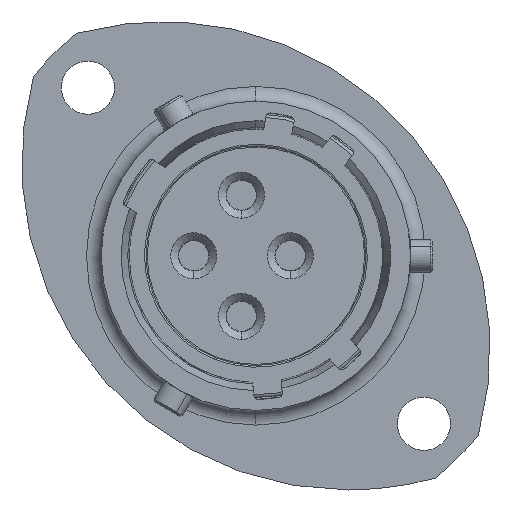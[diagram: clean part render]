
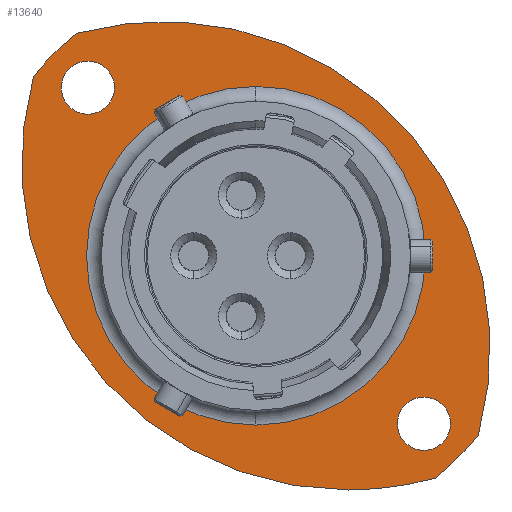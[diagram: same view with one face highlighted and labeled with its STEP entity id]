
A CAD part, left-side view. The second image highlights one B-rep face of the part: STEP entity #13640.
In plain terms, the highlighted planar face has unit normal (-1, 0, 0).
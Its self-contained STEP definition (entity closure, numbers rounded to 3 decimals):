
#119 = FACE_BOUND ( 'NONE', #1379, .T. ) ;
#349 = AXIS2_PLACEMENT_3D ( 'NONE', #626, #5221, #7607 ) ;
#539 = DIRECTION ( 'NONE',  ( -1., 0., 0. ) ) ;
#602 = CARTESIAN_POINT ( 'NONE',  ( 11.424, -2.713, -13.939 ) ) ;
#626 = CARTESIAN_POINT ( 'NONE',  ( 11.424, 2.944, 0.404 ) ) ;
#751 = CIRCLE ( 'NONE', #7173, 1.625 ) ;
#899 = CARTESIAN_POINT ( 'NONE',  ( 11.424, 13.232, 12.318 ) ) ;
#1016 = CIRCLE ( 'NONE', #6111, 1.625 ) ;
#1048 = ORIENTED_EDGE ( 'NONE', *, *, #7852, .T. ) ;
#1121 = EDGE_LOOP ( 'NONE', ( #5253, #1048, #1894, #7202, #14957 ) ) ;
#1184 = VERTEX_POINT ( 'NONE', #3144 ) ;
#1358 = ORIENTED_EDGE ( 'NONE', *, *, #3057, .T. ) ;
#1379 = EDGE_LOOP ( 'NONE', ( #6880, #2821 ) ) ;
#1407 = VERTEX_POINT ( 'NONE', #5041 ) ;
#1554 = DIRECTION ( 'NONE',  ( 0., 0., -1. ) ) ;
#1894 = ORIENTED_EDGE ( 'NONE', *, *, #4504, .T. ) ;
#2287 = DIRECTION ( 'NONE',  ( 0., 0., -1. ) ) ;
#2456 = CARTESIAN_POINT ( 'NONE',  ( 11.424, -7.344, -8.259 ) ) ;
#2788 = AXIS2_PLACEMENT_3D ( 'NONE', #5764, #11823, #14083 ) ;
#2821 = ORIENTED_EDGE ( 'NONE', *, *, #9378, .F. ) ;
#2834 = DIRECTION ( 'NONE',  ( 0., 0., 1. ) ) ;
#2863 = AXIS2_PLACEMENT_3D ( 'NONE', #4929, #14273, #7274 ) ;
#2927 = CIRCLE ( 'NONE', #10911, 17.5 ) ;
#3057 = EDGE_CURVE ( 'NONE', #6504, #11257, #9040, .T. ) ;
#3144 = CARTESIAN_POINT ( 'NONE',  ( 11.424, -7.344, -11.509 ) ) ;
#3183 = ORIENTED_EDGE ( 'NONE', *, *, #4583, .F. ) ;
#3503 = VERTEX_POINT ( 'NONE', #2456 ) ;
#3600 = FACE_BOUND ( 'NONE', #6626, .T. ) ;
#3857 = AXIS2_PLACEMENT_3D ( 'NONE', #6858, #8023, #4614 ) ;
#4085 = CARTESIAN_POINT ( 'NONE',  ( 11.424, 13.934, 14.023 ) ) ;
#4347 = CIRCLE ( 'NONE', #9132, 1.625 ) ;
#4504 = EDGE_CURVE ( 'NONE', #1407, #9418, #2927, .T. ) ;
#4583 = EDGE_CURVE ( 'NONE', #11493, #10492, #751, .T. ) ;
#4596 = AXIS2_PLACEMENT_3D ( 'NONE', #6473, #7678, #13423 ) ;
#4614 = DIRECTION ( 'NONE',  ( 0., 0., -1. ) ) ;
#4929 = CARTESIAN_POINT ( 'NONE',  ( 11.424, -7.344, -9.884 ) ) ;
#4998 = EDGE_CURVE ( 'NONE', #1184, #3503, #5668, .T. ) ;
#5041 = CARTESIAN_POINT ( 'NONE',  ( 11.424, -8.045, -13.215 ) ) ;
#5042 = DIRECTION ( 'NONE',  ( -1., 0., 0. ) ) ;
#5134 = CARTESIAN_POINT ( 'NONE',  ( 11.424, 13.232, 10.693 ) ) ;
#5221 = DIRECTION ( 'NONE',  ( 1., 0., 0. ) ) ;
#5253 = ORIENTED_EDGE ( 'NONE', *, *, #15046, .T. ) ;
#5668 = CIRCLE ( 'NONE', #2863, 1.625 ) ;
#5764 = CARTESIAN_POINT ( 'NONE',  ( 11.424, 12.414, 0.404 ) ) ;
#5824 = CARTESIAN_POINT ( 'NONE',  ( 11.424, -7.344, -9.884 ) ) ;
#5857 = EDGE_LOOP ( 'NONE', ( #10986, #1358 ) ) ;
#5876 = CIRCLE ( 'NONE', #349, 10.37 ) ;
#6111 = AXIS2_PLACEMENT_3D ( 'NONE', #5134, #12112, #8490 ) ;
#6352 = EDGE_CURVE ( 'NONE', #9418, #9893, #13220, .T. ) ;
#6473 = CARTESIAN_POINT ( 'NONE',  ( 11.424, 2.944, 0.404 ) ) ;
#6504 = VERTEX_POINT ( 'NONE', #14154 ) ;
#6626 = EDGE_LOOP ( 'NONE', ( #3183, #8191 ) ) ;
#6711 = FACE_BOUND ( 'NONE', #5857, .T. ) ;
#6858 = CARTESIAN_POINT ( 'NONE',  ( 11.424, -2.713, 6.061 ) ) ;
#6880 = ORIENTED_EDGE ( 'NONE', *, *, #4998, .F. ) ;
#7173 = AXIS2_PLACEMENT_3D ( 'NONE', #14481, #10892, #1554 ) ;
#7202 = ORIENTED_EDGE ( 'NONE', *, *, #6352, .T. ) ;
#7274 = DIRECTION ( 'NONE',  ( 0., 0., -1. ) ) ;
#7580 = EDGE_CURVE ( 'NONE', #10492, #11493, #1016, .T. ) ;
#7607 = DIRECTION ( 'NONE',  ( 0., 0., -1. ) ) ;
#7678 = DIRECTION ( 'NONE',  ( 1., 0., 0. ) ) ;
#7688 = DIRECTION ( 'NONE',  ( -1., 0., 0. ) ) ;
#7852 = EDGE_CURVE ( 'NONE', #10338, #1407, #9011, .T. ) ;
#7907 = AXIS2_PLACEMENT_3D ( 'NONE', #11635, #11470, #2287 ) ;
#8023 = DIRECTION ( 'NONE',  ( -1., 0., 0. ) ) ;
#8107 = DIRECTION ( 'NONE',  ( -1., 0., 0. ) ) ;
#8191 = ORIENTED_EDGE ( 'NONE', *, *, #7580, .F. ) ;
#8490 = DIRECTION ( 'NONE',  ( 0., 0., -1. ) ) ;
#8560 = VERTEX_POINT ( 'NONE', #8583 ) ;
#8583 = CARTESIAN_POINT ( 'NONE',  ( 11.424, 16.563, 11.394 ) ) ;
#8672 = DIRECTION ( 'NONE',  ( 0., 0., -1. ) ) ;
#9011 = CIRCLE ( 'NONE', #3857, 20. ) ;
#9040 = CIRCLE ( 'NONE', #4596, 10.37 ) ;
#9116 = PLANE ( 'NONE',  #2788 ) ;
#9132 = AXIS2_PLACEMENT_3D ( 'NONE', #5824, #8107, #9386 ) ;
#9261 = FACE_OUTER_BOUND ( 'NONE', #1121, .T. ) ;
#9378 = EDGE_CURVE ( 'NONE', #3503, #1184, #4347, .T. ) ;
#9386 = DIRECTION ( 'NONE',  ( 0., 0., -1. ) ) ;
#9418 = VERTEX_POINT ( 'NONE', #10438 ) ;
#9574 = AXIS2_PLACEMENT_3D ( 'NONE', #14564, #539, #8672 ) ;
#9654 = CIRCLE ( 'NONE', #9574, 20. ) ;
#9893 = VERTEX_POINT ( 'NONE', #4085 ) ;
#9898 = CARTESIAN_POINT ( 'NONE',  ( 11.424, 2.944, 0.404 ) ) ;
#10072 = CARTESIAN_POINT ( 'NONE',  ( 11.424, 13.232, 9.068 ) ) ;
#10338 = VERTEX_POINT ( 'NONE', #602 ) ;
#10351 = EDGE_CURVE ( 'NONE', #9893, #8560, #14050, .T. ) ;
#10438 = CARTESIAN_POINT ( 'NONE',  ( 11.424, -10.675, -10.585 ) ) ;
#10492 = VERTEX_POINT ( 'NONE', #899 ) ;
#10892 = DIRECTION ( 'NONE',  ( -1., 0., 0. ) ) ;
#10911 = AXIS2_PLACEMENT_3D ( 'NONE', #14545, #7688, #13486 ) ;
#10986 = ORIENTED_EDGE ( 'NONE', *, *, #14399, .T. ) ;
#11257 = VERTEX_POINT ( 'NONE', #14408 ) ;
#11470 = DIRECTION ( 'NONE',  ( -1., 0., 0. ) ) ;
#11493 = VERTEX_POINT ( 'NONE', #10072 ) ;
#11635 = CARTESIAN_POINT ( 'NONE',  ( 11.424, 8.601, -5.253 ) ) ;
#11823 = DIRECTION ( 'NONE',  ( 1., 0., 0. ) ) ;
#12112 = DIRECTION ( 'NONE',  ( -1., 0., 0. ) ) ;
#13220 = CIRCLE ( 'NONE', #7907, 20. ) ;
#13423 = DIRECTION ( 'NONE',  ( 0., 0., -1. ) ) ;
#13486 = DIRECTION ( 'NONE',  ( 0., 0., 1. ) ) ;
#13640 = ADVANCED_FACE ( 'NONE', ( #6711, #3600, #119, #9261 ), #9116, .F. ) ;
#13728 = AXIS2_PLACEMENT_3D ( 'NONE', #9898, #5042, #2834 ) ;
#14050 = CIRCLE ( 'NONE', #13728, 17.5 ) ;
#14083 = DIRECTION ( 'NONE',  ( 0., 0., -1. ) ) ;
#14154 = CARTESIAN_POINT ( 'NONE',  ( 11.424, 2.944, 10.774 ) ) ;
#14273 = DIRECTION ( 'NONE',  ( -1., 0., 0. ) ) ;
#14399 = EDGE_CURVE ( 'NONE', #11257, #6504, #5876, .T. ) ;
#14408 = CARTESIAN_POINT ( 'NONE',  ( 11.424, 2.944, -9.966 ) ) ;
#14481 = CARTESIAN_POINT ( 'NONE',  ( 11.424, 13.232, 10.693 ) ) ;
#14545 = CARTESIAN_POINT ( 'NONE',  ( 11.424, 2.944, 0.404 ) ) ;
#14564 = CARTESIAN_POINT ( 'NONE',  ( 11.424, -2.713, 6.061 ) ) ;
#14957 = ORIENTED_EDGE ( 'NONE', *, *, #10351, .T. ) ;
#15046 = EDGE_CURVE ( 'NONE', #8560, #10338, #9654, .T. ) ;
